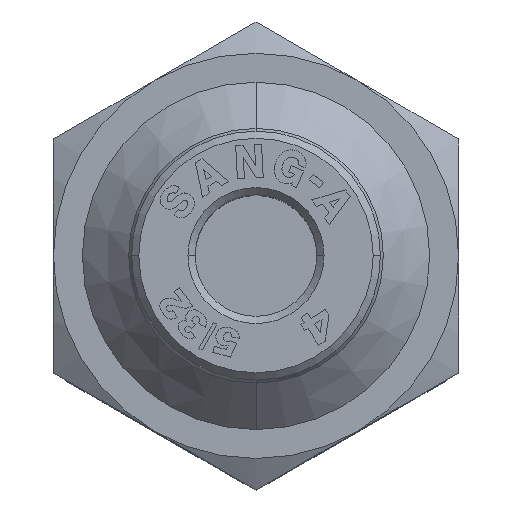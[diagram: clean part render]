
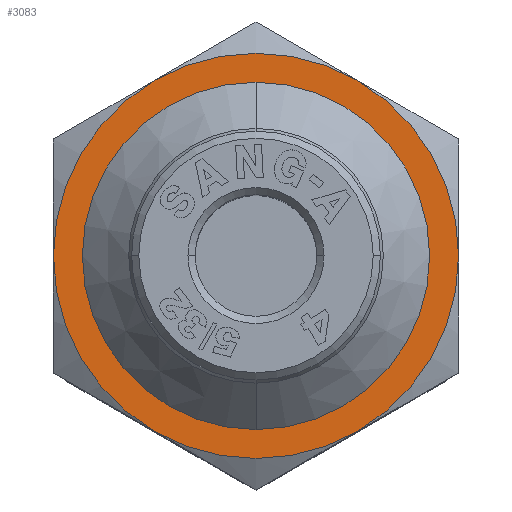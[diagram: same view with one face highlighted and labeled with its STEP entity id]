
A CAD part, top view. The second image highlights one B-rep face of the part: STEP entity #3083.
In plain terms, the highlighted planar face has unit normal (0, 0, 1).
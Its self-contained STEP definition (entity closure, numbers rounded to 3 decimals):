
#309 = VERTEX_POINT ( 'NONE', #2538 ) ;
#382 = DIRECTION ( 'NONE',  ( 0., 0., -1. ) ) ;
#832 = DIRECTION ( 'NONE',  ( 0., 1., 0. ) ) ;
#1059 = FACE_OUTER_BOUND ( 'NONE', #10161, .T. ) ;
#1064 = ORIENTED_EDGE ( 'NONE', *, *, #5533, .F. ) ;
#1325 = AXIS2_PLACEMENT_3D ( 'NONE', #11296, #10537, #7609 ) ;
#1610 = CARTESIAN_POINT ( 'NONE',  ( 0., 0., 7.05 ) ) ;
#1693 = VERTEX_POINT ( 'NONE', #10139 ) ;
#2053 = AXIS2_PLACEMENT_3D ( 'NONE', #14650, #13417, #7833 ) ;
#2537 = DIRECTION ( 'NONE',  ( 0., 1., 0. ) ) ;
#2538 = CARTESIAN_POINT ( 'NONE',  ( 0., 7., 7.05 ) ) ;
#2668 = DIRECTION ( 'NONE',  ( -1., 0., 0. ) ) ;
#3083 = ADVANCED_FACE ( 'NONE', ( #6761, #1059 ), #12819, .F. ) ;
#3091 = AXIS2_PLACEMENT_3D ( 'NONE', #6030, #382, #13958 ) ;
#3361 = EDGE_CURVE ( 'NONE', #8867, #1693, #10459, .T. ) ;
#3471 = ORIENTED_EDGE ( 'NONE', *, *, #13373, .F. ) ;
#3516 = CIRCLE ( 'NONE', #3974, 7. ) ;
#3607 = EDGE_CURVE ( 'NONE', #1693, #8379, #8871, .T. ) ;
#3848 = AXIS2_PLACEMENT_3D ( 'NONE', #11455, #5829, #2537 ) ;
#3974 = AXIS2_PLACEMENT_3D ( 'NONE', #1610, #9571, #11614 ) ;
#4005 = DIRECTION ( 'NONE',  ( 0., 1., 0. ) ) ;
#4262 = EDGE_CURVE ( 'NONE', #309, #13271, #11645, .T. ) ;
#4526 = ORIENTED_EDGE ( 'NONE', *, *, #4262, .F. ) ;
#4824 = AXIS2_PLACEMENT_3D ( 'NONE', #6510, #12165, #832 ) ;
#4905 = CARTESIAN_POINT ( 'NONE',  ( -6.062, -3.5, 7.05 ) ) ;
#5363 = EDGE_CURVE ( 'NONE', #8379, #5827, #11087, .T. ) ;
#5392 = CARTESIAN_POINT ( 'NONE',  ( 0., 0., 7.05 ) ) ;
#5533 = EDGE_CURVE ( 'NONE', #13271, #8867, #8804, .T. ) ;
#5827 = VERTEX_POINT ( 'NONE', #12599 ) ;
#5829 = DIRECTION ( 'NONE',  ( 0., 0., -1. ) ) ;
#6030 = CARTESIAN_POINT ( 'NONE',  ( 0., 0., 7.05 ) ) ;
#6268 = DIRECTION ( 'NONE',  ( 0., 0., 1. ) ) ;
#6510 = CARTESIAN_POINT ( 'NONE',  ( 0., 0., 7.05 ) ) ;
#6761 = FACE_BOUND ( 'NONE', #14199, .T. ) ;
#6819 = CIRCLE ( 'NONE', #14035, 6. ) ;
#7194 = CARTESIAN_POINT ( 'NONE',  ( 6.062, -3.5, 7.05 ) ) ;
#7475 = CARTESIAN_POINT ( 'NONE',  ( 0., 0., 7.05 ) ) ;
#7546 = AXIS2_PLACEMENT_3D ( 'NONE', #9698, #6268, #2668 ) ;
#7609 = DIRECTION ( 'NONE',  ( 0., 1., 0. ) ) ;
#7709 = CARTESIAN_POINT ( 'NONE',  ( -6., 0., 7.05 ) ) ;
#7833 = DIRECTION ( 'NONE',  ( 0., 1., 0. ) ) ;
#8254 = CARTESIAN_POINT ( 'NONE',  ( 6.062, 3.5, 7.05 ) ) ;
#8379 = VERTEX_POINT ( 'NONE', #4905 ) ;
#8804 = CIRCLE ( 'NONE', #1325, 7. ) ;
#8831 = AXIS2_PLACEMENT_3D ( 'NONE', #7475, #9705, #4005 ) ;
#8867 = VERTEX_POINT ( 'NONE', #7194 ) ;
#8871 = CIRCLE ( 'NONE', #4824, 7. ) ;
#9155 = ORIENTED_EDGE ( 'NONE', *, *, #3361, .F. ) ;
#9571 = DIRECTION ( 'NONE',  ( 0., 0., -1. ) ) ;
#9698 = CARTESIAN_POINT ( 'NONE',  ( 0., 0., 7.05 ) ) ;
#9705 = DIRECTION ( 'NONE',  ( 0., 0., -1. ) ) ;
#10139 = CARTESIAN_POINT ( 'NONE',  ( 0., -7., 7.05 ) ) ;
#10161 = EDGE_LOOP ( 'NONE', ( #9155, #1064, #4526, #12640, #11849, #10263 ) ) ;
#10263 = ORIENTED_EDGE ( 'NONE', *, *, #3607, .F. ) ;
#10459 = CIRCLE ( 'NONE', #2053, 7. ) ;
#10537 = DIRECTION ( 'NONE',  ( 0., 0., -1. ) ) ;
#11087 = CIRCLE ( 'NONE', #3848, 7. ) ;
#11296 = CARTESIAN_POINT ( 'NONE',  ( 0., 0., 7.05 ) ) ;
#11455 = CARTESIAN_POINT ( 'NONE',  ( 0., 0., 7.05 ) ) ;
#11614 = DIRECTION ( 'NONE',  ( 0., 1., 0. ) ) ;
#11645 = CIRCLE ( 'NONE', #8831, 7. ) ;
#11849 = ORIENTED_EDGE ( 'NONE', *, *, #5363, .F. ) ;
#11939 = EDGE_CURVE ( 'NONE', #5827, #309, #3516, .T. ) ;
#12165 = DIRECTION ( 'NONE',  ( 0., 0., -1. ) ) ;
#12173 = VERTEX_POINT ( 'NONE', #7709 ) ;
#12551 = VERTEX_POINT ( 'NONE', #13880 ) ;
#12599 = CARTESIAN_POINT ( 'NONE',  ( -6.062, 3.5, 7.05 ) ) ;
#12640 = ORIENTED_EDGE ( 'NONE', *, *, #11939, .F. ) ;
#12819 = PLANE ( 'NONE',  #3091 ) ;
#13036 = EDGE_CURVE ( 'NONE', #12551, #12173, #6819, .T. ) ;
#13129 = CIRCLE ( 'NONE', #7546, 6. ) ;
#13202 = ORIENTED_EDGE ( 'NONE', *, *, #13036, .F. ) ;
#13271 = VERTEX_POINT ( 'NONE', #8254 ) ;
#13373 = EDGE_CURVE ( 'NONE', #12173, #12551, #13129, .T. ) ;
#13417 = DIRECTION ( 'NONE',  ( 0., 0., -1. ) ) ;
#13880 = CARTESIAN_POINT ( 'NONE',  ( 6., 0., 7.05 ) ) ;
#13958 = DIRECTION ( 'NONE',  ( -1., 0., 0. ) ) ;
#14035 = AXIS2_PLACEMENT_3D ( 'NONE', #5392, #14402, #14496 ) ;
#14199 = EDGE_LOOP ( 'NONE', ( #3471, #13202 ) ) ;
#14402 = DIRECTION ( 'NONE',  ( 0., 0., 1. ) ) ;
#14496 = DIRECTION ( 'NONE',  ( -1., 0., 0. ) ) ;
#14650 = CARTESIAN_POINT ( 'NONE',  ( 0., 0., 7.05 ) ) ;
